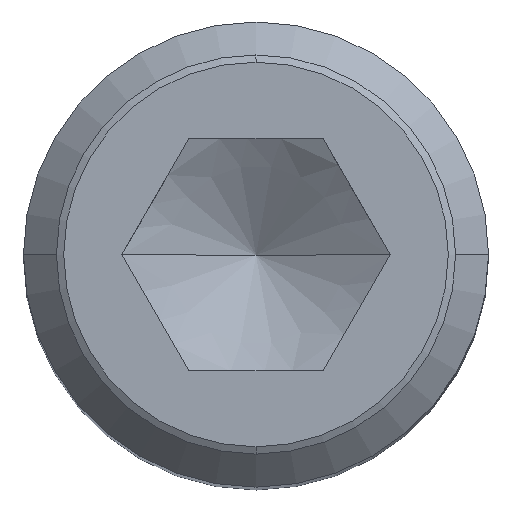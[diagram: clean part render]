
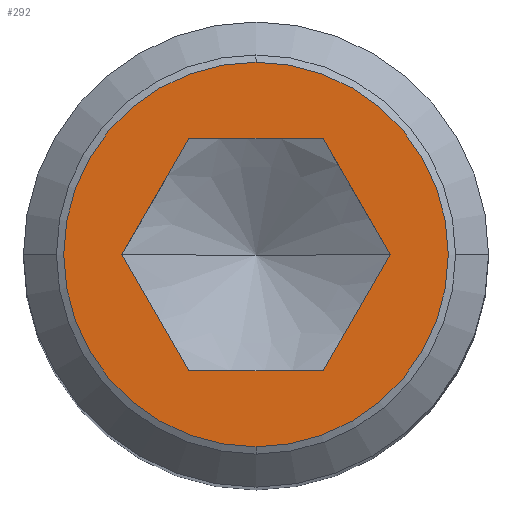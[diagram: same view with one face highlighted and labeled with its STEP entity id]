
A CAD part, top view. The second image highlights one B-rep face of the part: STEP entity #292.
In plain terms, the highlighted planar face has unit normal (0, 0, 1).
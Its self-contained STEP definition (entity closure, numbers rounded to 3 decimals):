
#146=VERTEX_POINT('',#371);
#186=EDGE_CURVE('',#146,#266,#417,.T.);
#194=EDGE_CURVE('',#322,#230,#425,.T.);
#200=VERTEX_POINT('',#431);
#222=EDGE_CURVE('',#230,#274,#456,.T.);
#228=VERTEX_POINT('',#462);
#230=VERTEX_POINT('',#464);
#244=EDGE_CURVE('',#266,#146,#481,.T.);
#266=VERTEX_POINT('',#506);
#272=EDGE_CURVE('',#274,#200,#512,.T.);
#274=VERTEX_POINT('',#514);
#292=ADVANCED_FACE('',(#534,#535),#536,.T.);
#316=EDGE_CURVE('',#338,#322,#563,.T.);
#322=VERTEX_POINT('',#570);
#324=EDGE_CURVE('',#200,#228,#572,.T.);
#330=EDGE_CURVE('',#228,#338,#578,.T.);
#338=VERTEX_POINT('',#587);
#371=CARTESIAN_POINT('',(0.,-2.067,0.));
#417=CIRCLE('',#682,2.067);
#425=LINE('',#693,#694);
#431=CARTESIAN_POINT('',(1.443,0.0,0.));
#456=LINE('',#742,#743);
#462=CARTESIAN_POINT('',(0.722,-1.25,0.));
#464=CARTESIAN_POINT('',(-0.722,1.25,0.));
#481=CIRCLE('',#785,2.067);
#506=CARTESIAN_POINT('',(0.,2.067,0.));
#512=LINE('',#823,#824);
#514=CARTESIAN_POINT('',(0.722,1.25,0.));
#534=FACE_BOUND('',#879,.T.);
#535=FACE_OUTER_BOUND('',#880,.T.);
#536=PLANE('',#881);
#563=LINE('',#913,#914);
#570=CARTESIAN_POINT('',(-1.443,0.0,0.));
#572=LINE('',#926,#927);
#578=LINE('',#936,#937);
#587=CARTESIAN_POINT('',(-0.722,-1.25,0.));
#682=AXIS2_PLACEMENT_3D('',#1031,#1032,#1033);
#693=CARTESIAN_POINT('',(-0.902,0.938,0.));
#694=VECTOR('',#1035,1.0);
#742=CARTESIAN_POINT('',(0.361,1.25,0.));
#743=VECTOR('',#1067,1.0);
#785=AXIS2_PLACEMENT_3D('',#1097,#1098,#1099);
#823=CARTESIAN_POINT('',(1.263,0.313,0.));
#824=VECTOR('',#1133,1.0);
#879=EDGE_LOOP('',(#1157,#1158,#1159,#1160,#1161,#1162));
#880=EDGE_LOOP('',(#1163,#1164));
#881=AXIS2_PLACEMENT_3D('',#1165,#1166,#1167);
#913=CARTESIAN_POINT('',(-1.263,-0.312,0.));
#914=VECTOR('',#1200,1.0);
#926=CARTESIAN_POINT('',(0.902,-0.937,0.));
#927=VECTOR('',#1210,1.0);
#936=CARTESIAN_POINT('',(-0.361,-1.25,0.));
#937=VECTOR('',#1212,1.0);
#1031=CARTESIAN_POINT('',(0.,0.,0.));
#1032=DIRECTION('',(0.0,0.0,1.0));
#1033=DIRECTION('',(0.,1.0,0.0));
#1035=DIRECTION('',(0.5,0.866,0.));
#1067=DIRECTION('',(1.0,0.0,0.0));
#1097=CARTESIAN_POINT('',(0.,0.,0.));
#1098=DIRECTION('',(0.0,0.0,1.0));
#1099=DIRECTION('',(0.,1.0,0.0));
#1133=DIRECTION('',(0.5,-0.866,0.));
#1157=ORIENTED_EDGE('',*,*,#316,.T.);
#1158=ORIENTED_EDGE('',*,*,#194,.T.);
#1159=ORIENTED_EDGE('',*,*,#222,.T.);
#1160=ORIENTED_EDGE('',*,*,#272,.T.);
#1161=ORIENTED_EDGE('',*,*,#324,.T.);
#1162=ORIENTED_EDGE('',*,*,#330,.T.);
#1163=ORIENTED_EDGE('',*,*,#244,.T.);
#1164=ORIENTED_EDGE('',*,*,#186,.T.);
#1165=CARTESIAN_POINT('',(-1.772,0.,0.));
#1166=DIRECTION('',(0.0,0.0,1.0));
#1167=DIRECTION('',(-1.0,0.,0.0));
#1200=DIRECTION('',(-0.5,0.866,0.));
#1210=DIRECTION('',(-0.5,-0.866,0.));
#1212=DIRECTION('',(-1.0,0.0,0.0));
